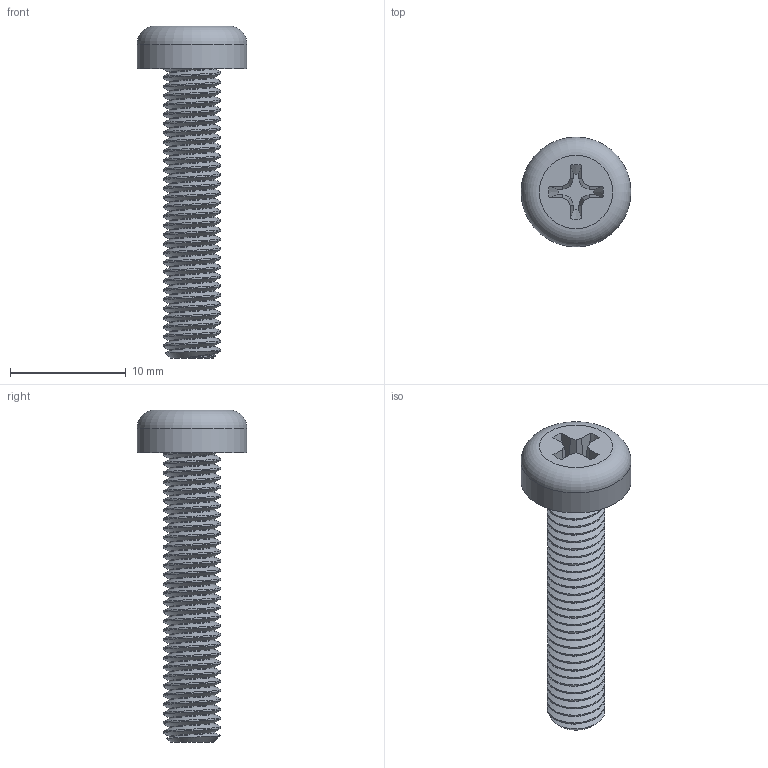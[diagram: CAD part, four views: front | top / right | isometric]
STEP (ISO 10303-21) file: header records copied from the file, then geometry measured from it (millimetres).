
FILE_DESCRIPTION(/* description */ ('STEP AP203'),/* implementation_level */ '2;1');
FILE_NAME(/* name */ 'screws_25mm_m5x0.8_ext.stp',/* time_stamp */ '2022-12-09T16:32:05+01:00',/* author */ ('Rik Ubaghs'),/* organization */ ('Microsoft'),/* preprocessor_version */ 'ST-DEVELOPER v18.1',/* originating_system */ 'Autodesk Inventor 2021',/* authorisation */ '');
FILE_SCHEMA (('AUTOMOTIVE_DESIGN { 1 0 10303 214 3 1 1 }'));
Length unit declared in the file: millimetre
Products named in the file (1): Bolts_25mm_M5x0.8_ext
Bounding box: 9.5 x 9.5 x 28.7 mm (x, y, z)
Volume: 628.3 mm3; surface area: 884.4 mm2
Topology: 1 solids, 1 shells, 94 faces, 274 edges, 184 vertices
Faces by surface type: cylinder 66, plane 20, cone 5, bspline 2, torus 1
Full cylindrical faces by diameter (mm): 3.968 x31, 5 x30, 9.5 x1
Entity records: 12429 total; most frequent: CARTESIAN_POINT 10230, ORIENTED_EDGE 548, DIRECTION 343, EDGE_CURVE 274, VERTEX_POINT 184, AXIS2_PLACEMENT_3D 117, LINE 109, VECTOR 109
